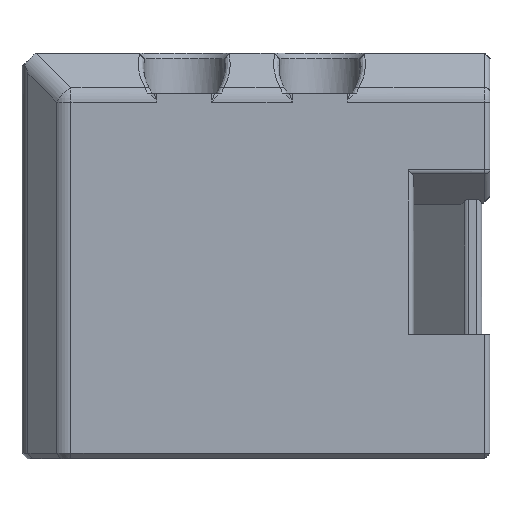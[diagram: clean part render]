
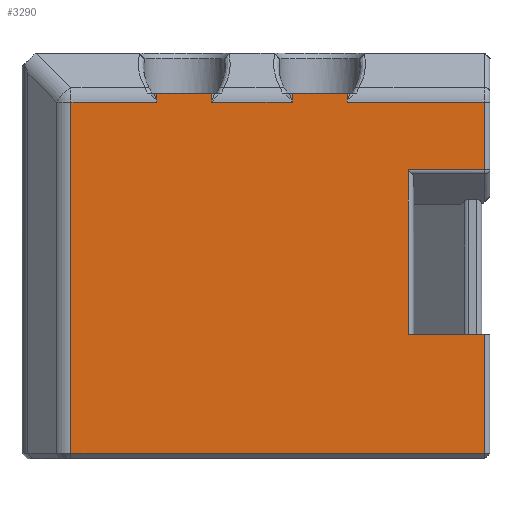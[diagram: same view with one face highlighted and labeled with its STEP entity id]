
A CAD part, front view. The second image highlights one B-rep face of the part: STEP entity #3290.
In plain terms, the highlighted planar face has unit normal (0, -1, 0).
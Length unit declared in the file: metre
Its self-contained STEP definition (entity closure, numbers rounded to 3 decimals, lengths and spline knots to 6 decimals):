
#173=PLANE('',#3599);
#475=LINE('',#5554,#702);
#476=LINE('',#5558,#703);
#477=LINE('',#5562,#704);
#478=LINE('',#5564,#705);
#480=LINE('',#5567,#707);
#481=LINE('',#5571,#708);
#482=LINE('',#5581,#709);
#495=LINE('',#5926,#722);
#499=LINE('',#5991,#726);
#503=LINE('',#6016,#730);
#504=LINE('',#6018,#731);
#505=LINE('',#6019,#732);
#506=LINE('',#6021,#733);
#507=LINE('',#6023,#734);
#508=LINE('',#6025,#735);
#509=LINE('',#6027,#736);
#702=VECTOR('',#4203,1.);
#703=VECTOR('',#4208,1.);
#704=VECTOR('',#4213,1.);
#705=VECTOR('',#4216,1.);
#707=VECTOR('',#4220,1.);
#708=VECTOR('',#4225,1.);
#709=VECTOR('',#4228,1.);
#722=VECTOR('',#4287,1.);
#726=VECTOR('',#4295,1.);
#730=VECTOR('',#4307,1.);
#731=VECTOR('',#4308,1.);
#732=VECTOR('',#4309,1.);
#733=VECTOR('',#4310,1.);
#734=VECTOR('',#4311,1.);
#735=VECTOR('',#4312,1.);
#736=VECTOR('',#4313,1.);
#1325=ORIENTED_EDGE('',*,*,#2111,.T.);
#1326=ORIENTED_EDGE('',*,*,#2050,.T.);
#1327=ORIENTED_EDGE('',*,*,#2112,.T.);
#1328=ORIENTED_EDGE('',*,*,#2052,.T.);
#1329=ORIENTED_EDGE('',*,*,#2054,.T.);
#1330=ORIENTED_EDGE('',*,*,#2055,.T.);
#1331=ORIENTED_EDGE('',*,*,#2057,.T.);
#1332=ORIENTED_EDGE('',*,*,#2059,.T.);
#1333=ORIENTED_EDGE('',*,*,#2097,.F.);
#1334=ORIENTED_EDGE('',*,*,#2061,.T.);
#1335=ORIENTED_EDGE('',*,*,#2103,.T.);
#1336=ORIENTED_EDGE('',*,*,#2113,.T.);
#1337=ORIENTED_EDGE('',*,*,#2114,.F.);
#1338=ORIENTED_EDGE('',*,*,#2115,.T.);
#1339=ORIENTED_EDGE('',*,*,#2116,.T.);
#1340=ORIENTED_EDGE('',*,*,#2117,.T.);
#2050=EDGE_CURVE('',#2419,#2475,#475,.T.);
#2052=EDGE_CURVE('',#2477,#2476,#476,.T.);
#2054=EDGE_CURVE('',#2476,#2365,#477,.T.);
#2055=EDGE_CURVE('',#2365,#2366,#478,.T.);
#2057=EDGE_CURVE('',#2366,#2400,#480,.T.);
#2059=EDGE_CURVE('',#2400,#2478,#481,.T.);
#2061=EDGE_CURVE('',#2481,#2480,#482,.T.);
#2097=EDGE_CURVE('',#2481,#2478,#495,.T.);
#2103=EDGE_CURVE('',#2480,#2501,#499,.T.);
#2111=EDGE_CURVE('',#2507,#2419,#503,.T.);
#2112=EDGE_CURVE('',#2475,#2477,#504,.T.);
#2113=EDGE_CURVE('',#2501,#2508,#505,.T.);
#2114=EDGE_CURVE('',#2509,#2508,#506,.T.);
#2115=EDGE_CURVE('',#2509,#2510,#507,.T.);
#2116=EDGE_CURVE('',#2510,#2511,#508,.T.);
#2117=EDGE_CURVE('',#2511,#2507,#509,.T.);
#2365=VERTEX_POINT('',#4830);
#2366=VERTEX_POINT('',#4834);
#2400=VERTEX_POINT('',#5216);
#2419=VERTEX_POINT('',#5336);
#2475=VERTEX_POINT('',#5553);
#2476=VERTEX_POINT('',#5557);
#2477=VERTEX_POINT('',#5559);
#2478=VERTEX_POINT('',#5570);
#2480=VERTEX_POINT('',#5580);
#2481=VERTEX_POINT('',#5582);
#2501=VERTEX_POINT('',#5992);
#2507=VERTEX_POINT('',#6017);
#2508=VERTEX_POINT('',#6020);
#2509=VERTEX_POINT('',#6022);
#2510=VERTEX_POINT('',#6024);
#2511=VERTEX_POINT('',#6026);
#2785=EDGE_LOOP('',(#1325,#1326,#1327,#1328,#1329,#1330,#1331,#1332,#1333,
#1334,#1335,#1336,#1337,#1338,#1339,#1340));
#3002=FACE_BOUND('',#2785,.T.);
#3290=ADVANCED_FACE('',(#3002),#173,.F.);
#3599=AXIS2_PLACEMENT_3D('',#6015,#4305,#4306);
#4203=DIRECTION('',(0.,0.,1.));
#4208=DIRECTION('',(0.,0.,1.));
#4213=DIRECTION('',(1.,0.,0.));
#4216=DIRECTION('',(0.,0.,1.));
#4220=DIRECTION('',(-1.,0.,0.));
#4225=DIRECTION('',(0.,0.,1.));
#4228=DIRECTION('',(0.,0.,-1.));
#4287=DIRECTION('',(1.,0.,0.));
#4295=DIRECTION('',(-1.,0.,0.));
#4305=DIRECTION('',(0.,1.,0.));
#4306=DIRECTION('',(-1.,0.,0.));
#4307=DIRECTION('',(1.,0.,0.));
#4308=DIRECTION('',(-1.,0.,0.));
#4309=DIRECTION('',(0.,0.,1.));
#4310=DIRECTION('',(1.,0.,0.));
#4311=DIRECTION('',(0.,0.,-1.));
#4312=DIRECTION('',(-1.,0.,0.));
#4313=DIRECTION('',(0.,0.,-1.));
#4830=CARTESIAN_POINT('',(0.006244,0.048477,-0.07193));
#4834=CARTESIAN_POINT('',(0.006244,0.048477,-0.066917));
#5216=CARTESIAN_POINT('',(-0.003925,0.048477,-0.066917));
#5336=CARTESIAN_POINT('',(0.006244,0.048477,-0.092895));
#5553=CARTESIAN_POINT('',(0.006244,0.048477,-0.084095));
#5554=CARTESIAN_POINT('',(0.006244,0.048477,-0.069026));
#5557=CARTESIAN_POINT('',(0.000598,0.048477,-0.07193));
#5558=CARTESIAN_POINT('',(0.000598,0.048477,-0.078396));
#5559=CARTESIAN_POINT('',(0.000598,0.048477,-0.084095));
#5562=CARTESIAN_POINT('',(0.004545,0.048477,-0.07193));
#5564=CARTESIAN_POINT('',(0.006244,0.048477,-0.069026));
#5567=CARTESIAN_POINT('',(-0.003212,0.048477,-0.066917));
#5570=CARTESIAN_POINT('',(-0.003925,0.048477,-0.066295));
#5571=CARTESIAN_POINT('',(-0.003925,0.048477,-0.066295));
#5580=CARTESIAN_POINT('',(-0.007987,0.048477,-0.066917));
#5581=CARTESIAN_POINT('',(-0.007987,0.048477,-0.066295));
#5582=CARTESIAN_POINT('',(-0.007987,0.048477,-0.066295));
#5926=CARTESIAN_POINT('',(-0.004805,0.048477,-0.066295));
#5991=CARTESIAN_POINT('',(-0.003212,0.048477,-0.066917));
#5992=CARTESIAN_POINT('',(-0.013925,0.048477,-0.066917));
#6015=CARTESIAN_POINT('',(0.004045,0.048477,-0.072896));
#6016=CARTESIAN_POINT('',(0.004845,0.048477,-0.092895));
#6017=CARTESIAN_POINT('',(-0.024335,0.048477,-0.092895));
#6018=CARTESIAN_POINT('',(-0.000905,0.048477,-0.084095));
#6019=CARTESIAN_POINT('',(-0.013925,0.048477,-0.066295));
#6020=CARTESIAN_POINT('',(-0.013925,0.048477,-0.066295));
#6021=CARTESIAN_POINT('',(0.001195,0.048477,-0.066295));
#6022=CARTESIAN_POINT('',(-0.017987,0.048477,-0.066295));
#6023=CARTESIAN_POINT('',(-0.017987,0.048477,-0.066295));
#6024=CARTESIAN_POINT('',(-0.017987,0.048477,-0.066917));
#6025=CARTESIAN_POINT('',(0.002788,0.048477,-0.066917));
#6026=CARTESIAN_POINT('',(-0.024335,0.048477,-0.066917));
#6027=CARTESIAN_POINT('',(-0.024335,0.048477,-0.077744));
